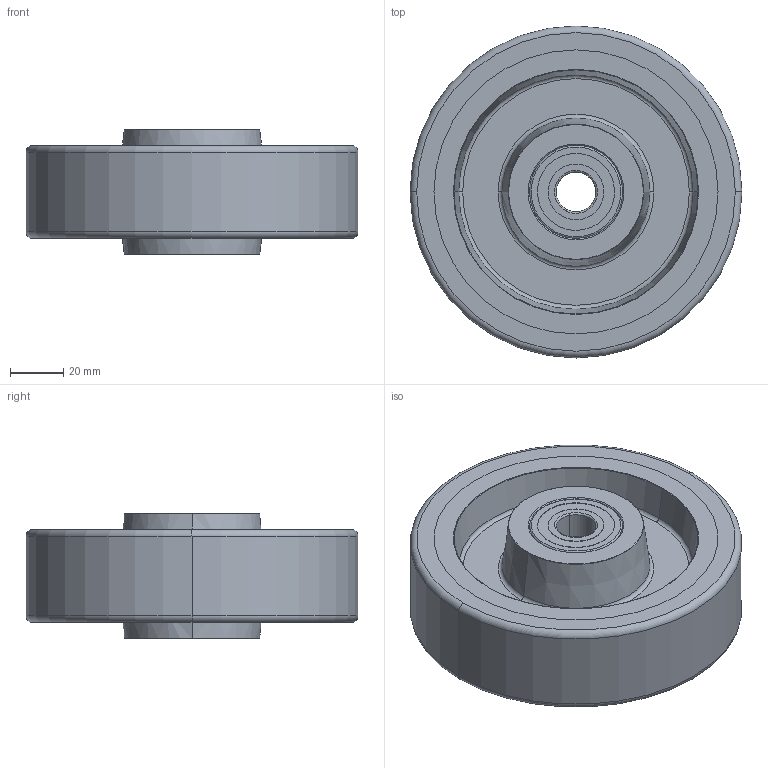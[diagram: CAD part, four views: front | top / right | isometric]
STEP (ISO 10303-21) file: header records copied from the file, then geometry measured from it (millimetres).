
FILE_DESCRIPTION (( 'STEP AP214' ), '1' );
FILE_NAME ('0011980.step', '2022-03-22T10:53:49', ( '' ), ( '' ), 'SwSTEP 2.0', 'SolidWorks 2020', '' );
FILE_SCHEMA (( 'AUTOMOTIVE_DESIGN' ));
Length unit declared in the file: millimetre
Products named in the file (1): 0011980
Bounding box: 125 x 125 x 47 mm (x, y, z)
Volume: 324277.6 mm3; surface area: 94237.4 mm2
Topology: 13 solids, 13 shells, 160 faces, 320 edges, 188 vertices
Faces by surface type: cylinder 56, torus 52, plane 28, cone 24
Entity records: 6150 total; most frequent: DIRECTION 882, CARTESIAN_POINT 669, ORIENTED_EDGE 640, AXIS2_PLACEMENT_3D 401, EDGE_CURVE 320, CIRCLE 240, EDGE_LOOP 188, VERTEX_POINT 188
